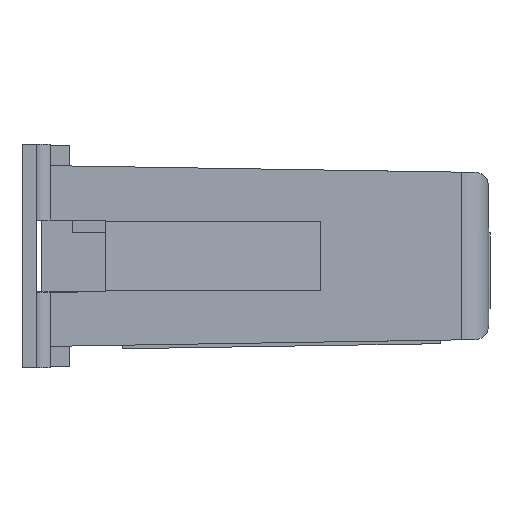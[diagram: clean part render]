
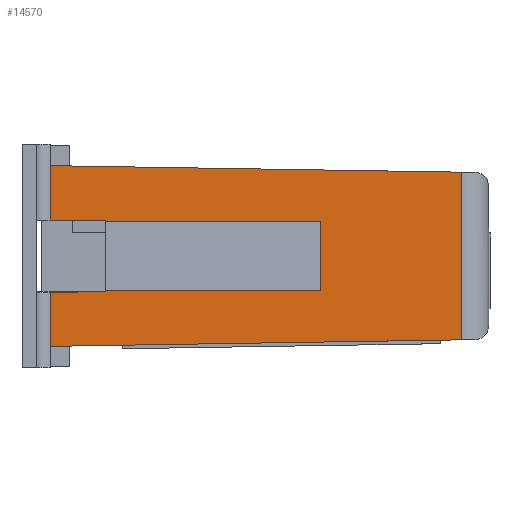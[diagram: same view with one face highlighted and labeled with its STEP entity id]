
A CAD part, left-side view. The second image highlights one B-rep face of the part: STEP entity #14570.
In plain terms, the highlighted planar face has unit normal (-1, -0.012, 0).
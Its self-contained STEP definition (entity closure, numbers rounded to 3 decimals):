
#623 = LINE ( 'NONE', #44977, #22563 ) ;
#785 = LINE ( 'NONE', #8984, #84707 ) ;
#869 = CARTESIAN_POINT ( 'NONE',  ( -12.45, 31.532, 16.05 ) ) ;
#914 = DIRECTION ( 'NONE',  ( 0., 0., -1. ) ) ;
#1895 = AXIS2_PLACEMENT_3D ( 'NONE', #30644, #8943, #23905 ) ;
#4671 = ORIENTED_EDGE ( 'NONE', *, *, #67259, .T. ) ;
#5438 = CARTESIAN_POINT ( 'NONE',  ( -12.45, 31.532, 14.525 ) ) ;
#7418 = ORIENTED_EDGE ( 'NONE', *, *, #41300, .T. ) ;
#8943 = DIRECTION ( 'NONE',  ( 1., 0.012, 0. ) ) ;
#8984 = CARTESIAN_POINT ( 'NONE',  ( -12.402, 27.534, 10.525 ) ) ;
#11944 = CARTESIAN_POINT ( 'NONE',  ( -12.099, 1.976, 16.05 ) ) ;
#12233 = EDGE_CURVE ( 'NONE', #62411, #31943, #77112, .T. ) ;
#12283 = ORIENTED_EDGE ( 'NONE', *, *, #57726, .T. ) ;
#13404 = ORIENTED_EDGE ( 'NONE', *, *, #63318, .T. ) ;
#13504 = EDGE_CURVE ( 'NONE', #53533, #25623, #67676, .T. ) ;
#13601 = VERTEX_POINT ( 'NONE', #33346 ) ;
#14570 = ADVANCED_FACE ( 'NONE', ( #44157 ), #68287, .F. ) ;
#14988 = LINE ( 'NONE', #81080, #55357 ) ;
#15874 = CARTESIAN_POINT ( 'NONE',  ( -12.402, 27.534, 16.05 ) ) ;
#15896 = VERTEX_POINT ( 'NONE', #5438 ) ;
#17724 = LINE ( 'NONE', #33120, #47290 ) ;
#17800 = LINE ( 'NONE', #47204, #93311 ) ;
#18813 = EDGE_CURVE ( 'NONE', #62541, #53533, #785, .T. ) ;
#20081 = ORIENTED_EDGE ( 'NONE', *, *, #48044, .F. ) ;
#20136 = CARTESIAN_POINT ( 'NONE',  ( -12.099, 1.976, 14.056 ) ) ;
#20758 = ORIENTED_EDGE ( 'NONE', *, *, #81423, .T. ) ;
#20875 = LINE ( 'NONE', #66221, #60763 ) ;
#22563 = VECTOR ( 'NONE', #89882, 1000. ) ;
#23167 = VERTEX_POINT ( 'NONE', #24646 ) ;
#23887 = EDGE_CURVE ( 'NONE', #23167, #73684, #20875, .T. ) ;
#23905 = DIRECTION ( 'NONE',  ( -0.012, 1., 0. ) ) ;
#24238 = CARTESIAN_POINT ( 'NONE',  ( -12.218, 12.065, 10.525 ) ) ;
#24646 = CARTESIAN_POINT ( 'NONE',  ( -12.45, 31.532, 10.615 ) ) ;
#25623 = VERTEX_POINT ( 'NONE', #47557 ) ;
#27668 = ORIENTED_EDGE ( 'NONE', *, *, #90811, .T. ) ;
#28884 = DIRECTION ( 'NONE',  ( 0., 0., -1. ) ) ;
#29996 = ORIENTED_EDGE ( 'NONE', *, *, #12233, .T. ) ;
#30644 = CARTESIAN_POINT ( 'NONE',  ( -12.075, 0., 16.05 ) ) ;
#30837 = DIRECTION ( 'NONE',  ( -0.012, 1., 0.016 ) ) ;
#31150 = VECTOR ( 'NONE', #34258, 1000. ) ;
#31943 = VERTEX_POINT ( 'NONE', #20136 ) ;
#33120 = CARTESIAN_POINT ( 'NONE',  ( -12.402, 27.534, 5.525 ) ) ;
#33346 = CARTESIAN_POINT ( 'NONE',  ( -12.45, 31.532, 5.435 ) ) ;
#34258 = DIRECTION ( 'NONE',  ( 0.012, -1., 0.016 ) ) ;
#35056 = CARTESIAN_POINT ( 'NONE',  ( -12.45, 31.532, 1.525 ) ) ;
#35962 = VECTOR ( 'NONE', #69849, 1000. ) ;
#37401 = CARTESIAN_POINT ( 'NONE',  ( -12.218, 12.065, 10.525 ) ) ;
#38241 = CARTESIAN_POINT ( 'NONE',  ( -12.402, 27.534, 5.525 ) ) ;
#38444 = LINE ( 'NONE', #74680, #78761 ) ;
#39173 = CARTESIAN_POINT ( 'NONE',  ( -12.402, 27.534, 10.615 ) ) ;
#41300 = EDGE_CURVE ( 'NONE', #73684, #62541, #623, .T. ) ;
#42977 = VECTOR ( 'NONE', #914, 1000. ) ;
#43939 = CARTESIAN_POINT ( 'NONE',  ( -12.099, 1.976, 1.994 ) ) ;
#44157 = FACE_OUTER_BOUND ( 'NONE', #49848, .T. ) ;
#44977 = CARTESIAN_POINT ( 'NONE',  ( -12.402, 27.534, 16.05 ) ) ;
#47204 = CARTESIAN_POINT ( 'NONE',  ( -12.075, 0.032, 14.026 ) ) ;
#47290 = VECTOR ( 'NONE', #62551, 1000. ) ;
#47557 = CARTESIAN_POINT ( 'NONE',  ( -12.218, 12.065, 5.525 ) ) ;
#48044 = EDGE_CURVE ( 'NONE', #49295, #25623, #17724, .T. ) ;
#49295 = VERTEX_POINT ( 'NONE', #38241 ) ;
#49848 = EDGE_LOOP ( 'NONE', ( #13404, #29996, #27668, #91284, #76037, #7418, #95489, #60028, #20081, #12283, #4671, #20758 ) ) ;
#53533 = VERTEX_POINT ( 'NONE', #37401 ) ;
#54570 = DIRECTION ( 'NONE',  ( 0., 0., -1. ) ) ;
#55357 = VECTOR ( 'NONE', #89759, 1000. ) ;
#55450 = VECTOR ( 'NONE', #28884, 1000. ) ;
#57382 = LINE ( 'NONE', #70457, #31150 ) ;
#57726 = EDGE_CURVE ( 'NONE', #49295, #80010, #82449, .T. ) ;
#60028 = ORIENTED_EDGE ( 'NONE', *, *, #13504, .T. ) ;
#60763 = VECTOR ( 'NONE', #73921, 1000. ) ;
#60915 = EDGE_CURVE ( 'NONE', #15896, #23167, #38444, .T. ) ;
#62411 = VERTEX_POINT ( 'NONE', #43939 ) ;
#62541 = VERTEX_POINT ( 'NONE', #83954 ) ;
#62551 = DIRECTION ( 'NONE',  ( 0.012, -1., 0. ) ) ;
#63318 = EDGE_CURVE ( 'NONE', #84969, #62411, #57382, .T. ) ;
#65585 = LINE ( 'NONE', #869, #55450 ) ;
#66221 = CARTESIAN_POINT ( 'NONE',  ( -12.075, 0., 10.615 ) ) ;
#66535 = VECTOR ( 'NONE', #54570, 1000. ) ;
#67259 = EDGE_CURVE ( 'NONE', #80010, #13601, #14988, .T. ) ;
#67676 = LINE ( 'NONE', #24238, #66535 ) ;
#68287 = PLANE ( 'NONE',  #1895 ) ;
#69849 = DIRECTION ( 'NONE',  ( 0., 0., 1. ) ) ;
#70457 = CARTESIAN_POINT ( 'NONE',  ( -12.072, -0.222, 2.029 ) ) ;
#73684 = VERTEX_POINT ( 'NONE', #39173 ) ;
#73921 = DIRECTION ( 'NONE',  ( 0.012, -1., 0. ) ) ;
#74680 = CARTESIAN_POINT ( 'NONE',  ( -12.45, 31.532, 16.05 ) ) ;
#76037 = ORIENTED_EDGE ( 'NONE', *, *, #23887, .T. ) ;
#77112 = LINE ( 'NONE', #11944, #35962 ) ;
#78761 = VECTOR ( 'NONE', #88673, 1000. ) ;
#80010 = VERTEX_POINT ( 'NONE', #87937 ) ;
#81080 = CARTESIAN_POINT ( 'NONE',  ( -12.075, 0., 5.435 ) ) ;
#81423 = EDGE_CURVE ( 'NONE', #13601, #84969, #65585, .T. ) ;
#82449 = LINE ( 'NONE', #15874, #42977 ) ;
#83954 = CARTESIAN_POINT ( 'NONE',  ( -12.402, 27.534, 10.525 ) ) ;
#84707 = VECTOR ( 'NONE', #95342, 1000. ) ;
#84969 = VERTEX_POINT ( 'NONE', #35056 ) ;
#87937 = CARTESIAN_POINT ( 'NONE',  ( -12.402, 27.534, 5.435 ) ) ;
#88673 = DIRECTION ( 'NONE',  ( 0., 0., -1. ) ) ;
#89759 = DIRECTION ( 'NONE',  ( -0.012, 1., 0. ) ) ;
#89882 = DIRECTION ( 'NONE',  ( 0., 0., -1. ) ) ;
#90811 = EDGE_CURVE ( 'NONE', #31943, #15896, #17800, .T. ) ;
#91284 = ORIENTED_EDGE ( 'NONE', *, *, #60915, .T. ) ;
#93311 = VECTOR ( 'NONE', #30837, 1000. ) ;
#95342 = DIRECTION ( 'NONE',  ( 0.012, -1., 0. ) ) ;
#95489 = ORIENTED_EDGE ( 'NONE', *, *, #18813, .T. ) ;
